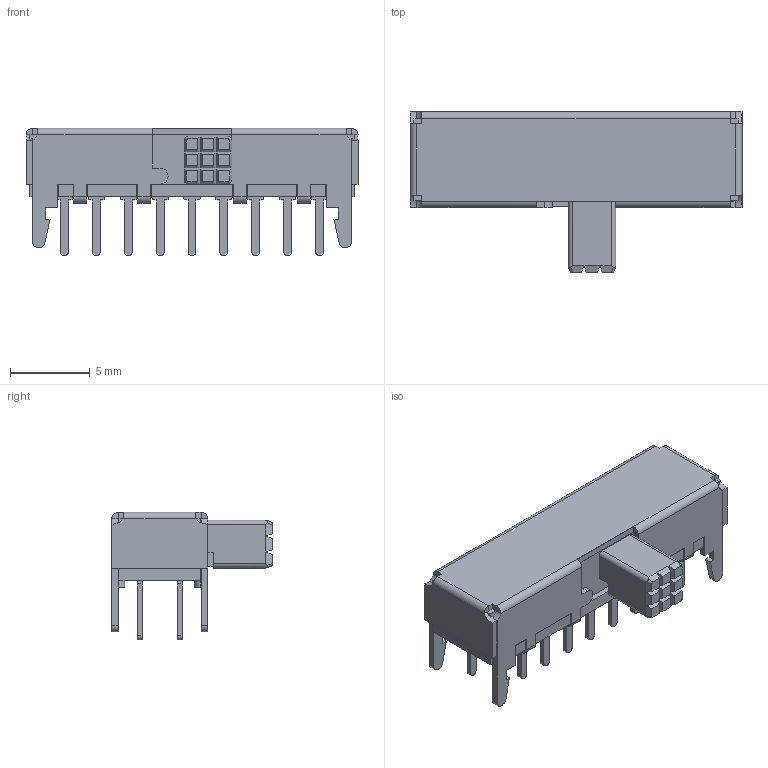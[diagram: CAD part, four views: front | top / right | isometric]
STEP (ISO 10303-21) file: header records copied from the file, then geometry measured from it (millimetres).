
FILE_DESCRIPTION(/* description */ (''),/* implementation_level */ '2;1');
FILE_NAME(/* name */ 'EG6201.stp',/* time_stamp */ '2023-04-27T15:55:24-05:00',/* author */ ('mroman'),/* organization */ (''),/* preprocessor_version */ 'ST-DEVELOPER v18.1',/* originating_system */ 'Autodesk Inventor 2020',/* authorisation */ '');
FILE_SCHEMA (('AUTOMOTIVE_DESIGN { 1 0 10303 214 3 1 1 }'));
Length unit declared in the file: millimetre
Products named in the file (1): EG6201
Bounding box: 20.8 x 10.05 x 8 mm (x, y, z)
Volume: 571.2 mm3; surface area: 931.1 mm2
Topology: 1 solids, 1 shells, 483 faces, 1288 edges, 810 vertices
Faces by surface type: plane 409, cylinder 74
Entity records: 14793 total; most frequent: CARTESIAN_POINT 2634, ORIENTED_EDGE 2576, DIRECTION 2406, EDGE_CURVE 1288, LINE 1130, VECTOR 1130, VERTEX_POINT 810, AXIS2_PLACEMENT_3D 638
